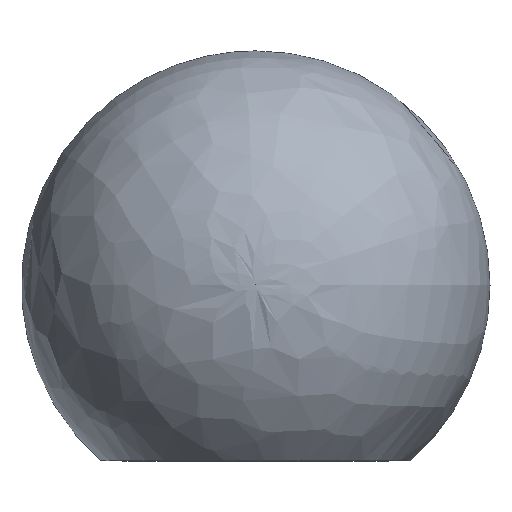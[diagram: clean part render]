
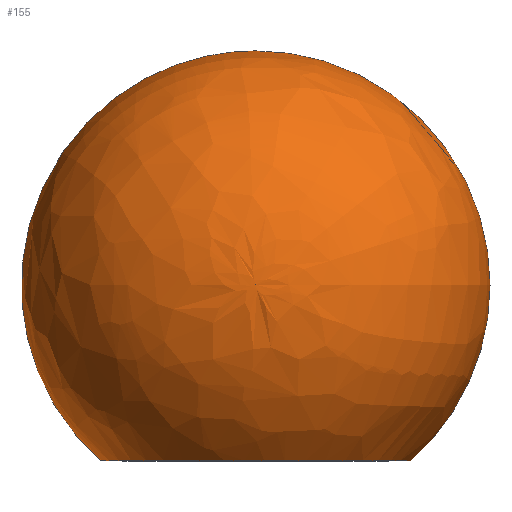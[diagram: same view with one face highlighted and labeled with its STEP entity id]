
A CAD part, top view. The second image highlights one B-rep face of the part: STEP entity #155.
In plain terms, the highlighted free-form (B-spline) face has degree [2, 2] with [7, 3] control points.
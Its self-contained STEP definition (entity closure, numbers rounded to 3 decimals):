
#70 = VERTEX_POINT('',#71);
#71 = CARTESIAN_POINT('',(8.286,-9.396,0.));
#72 = VERTEX_POINT('',#73);
#73 = CARTESIAN_POINT('',(-8.286,-9.396,
    0.));
#81 = EDGE_CURVE('',#72,#82,#84,.T.);
#82 = VERTEX_POINT('',#83);
#83 = CARTESIAN_POINT('',(0.,12.528,0.));
#84 = ( BOUNDED_CURVE() B_SPLINE_CURVE(2,(#85,#86,#87),.UNSPECIFIED.,.F.
,.F.) B_SPLINE_CURVE_WITH_KNOTS((3,3),(5.435,7.854),
.PIECEWISE_BEZIER_KNOTS.) CURVE() GEOMETRIC_REPRESENTATION_ITEM() 
RATIONAL_B_SPLINE_CURVE((1.,0.354,1.)) REPRESENTATION_ITEM('') 
  );
#85 = CARTESIAN_POINT('',(-8.286,-9.396,
    0.));
#86 = CARTESIAN_POINT('',(-33.145,12.528,
    0.));
#87 = CARTESIAN_POINT('',(0.,12.528,
    0.));
#89 = EDGE_CURVE('',#90,#82,#92,.T.);
#90 = VERTEX_POINT('',#91);
#91 = CARTESIAN_POINT('',(12.528,0.,0.));
#92 = ( BOUNDED_CURVE() B_SPLINE_CURVE(2,(#93,#94,#95),.UNSPECIFIED.,.F.
,.F.) B_SPLINE_CURVE_WITH_KNOTS((3,3),(0.,1.571
),.PIECEWISE_BEZIER_KNOTS.) CURVE() GEOMETRIC_REPRESENTATION_ITEM() 
RATIONAL_B_SPLINE_CURVE((1.,0.707,1.)) REPRESENTATION_ITEM('') 
  );
#93 = CARTESIAN_POINT('',(12.528,0.,0.));
#94 = CARTESIAN_POINT('',(12.528,12.528,0.));
#95 = CARTESIAN_POINT('',(0.,12.528,0.));
#111 = EDGE_CURVE('',#70,#90,#112,.T.);
#112 = ( BOUNDED_CURVE() B_SPLINE_CURVE(2,(#113,#114,#115),
.UNSPECIFIED.,.F.,.F.) B_SPLINE_CURVE_WITH_KNOTS((3,3),(5.435,
6.283),.PIECEWISE_BEZIER_KNOTS.) CURVE() 
GEOMETRIC_REPRESENTATION_ITEM() RATIONAL_B_SPLINE_CURVE((1.,
0.911,1.)) REPRESENTATION_ITEM('') );
#113 = CARTESIAN_POINT('',(8.286,-9.396,0.));
#114 = CARTESIAN_POINT('',(12.528,-5.655,0.));
#115 = CARTESIAN_POINT('',(12.528,0.,0.));
#155 = ADVANCED_FACE('',(#156),#183,.T.);
#156 = FACE_BOUND('',#157,.T.);
#157 = EDGE_LOOP('',(#158,#159,#167,#168,#181,#182));
#158 = ORIENTED_EDGE('',*,*,#81,.F.);
#159 = ORIENTED_EDGE('',*,*,#160,.T.);
#160 = EDGE_CURVE('',#72,#70,#161,.T.);
#161 = ( BOUNDED_CURVE() B_SPLINE_CURVE(2,(#162,#163,#164,#165,#166),
.UNSPECIFIED.,.F.,.F.) B_SPLINE_CURVE_WITH_KNOTS((3,2,3),(0.,
1.571,3.142),.PIECEWISE_BEZIER_KNOTS.) CURVE() 
GEOMETRIC_REPRESENTATION_ITEM() RATIONAL_B_SPLINE_CURVE((1.,
0.707,1.,0.707,1.)) REPRESENTATION_ITEM('') );
#162 = CARTESIAN_POINT('',(-8.286,-9.396,0.));
#163 = CARTESIAN_POINT('',(-8.286,-9.396,
    8.286));
#164 = CARTESIAN_POINT('',(0.,-9.396,
    8.286));
#165 = CARTESIAN_POINT('',(8.286,-9.396,8.286
    ));
#166 = CARTESIAN_POINT('',(8.286,-9.396,
    0.));
#167 = ORIENTED_EDGE('',*,*,#111,.T.);
#168 = ORIENTED_EDGE('',*,*,#169,.F.);
#169 = EDGE_CURVE('',#170,#90,#172,.T.);
#170 = VERTEX_POINT('',#171);
#171 = CARTESIAN_POINT('',(0.,0.,
    12.528));
#172 = B_SPLINE_CURVE_WITH_KNOTS('',7,(#173,#174,#175,#176,#177,#178,
    #179,#180),.UNSPECIFIED.,.F.,.F.,(8,8),(-1.571,0.),
  .PIECEWISE_BEZIER_KNOTS.);
#173 = CARTESIAN_POINT('',(0.,0.,12.528));
#174 = CARTESIAN_POINT('',(2.811,0.,
    12.528));
#175 = CARTESIAN_POINT('',(5.622,0.,
    11.792));
#176 = CARTESIAN_POINT('',(8.202,0.,
    10.32));
#177 = CARTESIAN_POINT('',(10.32,0.,
    8.202));
#178 = CARTESIAN_POINT('',(11.792,0.,
    5.622));
#179 = CARTESIAN_POINT('',(12.528,0.,
    2.811));
#180 = CARTESIAN_POINT('',(12.528,0.,0.));
#181 = ORIENTED_EDGE('',*,*,#169,.T.);
#182 = ORIENTED_EDGE('',*,*,#89,.T.);
#183 = ( BOUNDED_SURFACE() B_SPLINE_SURFACE(2,2,(
    (#184,#185,#186)
    ,(#187,#188,#189)
    ,(#190,#191,#192)
    ,(#193,#194,#195)
    ,(#196,#197,#198)
    ,(#199,#200,#201)
    ,(#202,#203,#204
)),.UNSPECIFIED.,.T.,.F.,.F.) B_SPLINE_SURFACE_WITH_KNOTS((1,2,2,2,2,1),
  (3,3),(-2.094,0.,2.094,4.189,6.283,
    8.378),(-1.571,0.),.UNSPECIFIED.) 
GEOMETRIC_REPRESENTATION_ITEM() RATIONAL_B_SPLINE_SURFACE((
    (1.,0.707,1.)
    ,(0.5,0.354,0.5)
    ,(1.,0.707,1.)
    ,(0.5,0.354,0.5)
    ,(1.,0.707,1.)
    ,(0.5,0.354,0.5)
,(1.,0.707,1.))) REPRESENTATION_ITEM('') SURFACE() );
#184 = CARTESIAN_POINT('',(0.,0.,
    12.528));
#185 = CARTESIAN_POINT('',(12.528,0.,
    12.528));
#186 = CARTESIAN_POINT('',(12.528,0.,0.));
#187 = CARTESIAN_POINT('',(0.,0.,
    12.528));
#188 = CARTESIAN_POINT('',(12.528,-21.698,
    12.528));
#189 = CARTESIAN_POINT('',(12.528,-21.698,0.));
#190 = CARTESIAN_POINT('',(0.,0.,
    12.528));
#191 = CARTESIAN_POINT('',(-6.264,-10.849,
    12.528));
#192 = CARTESIAN_POINT('',(-6.264,-10.849,0.));
#193 = CARTESIAN_POINT('',(0.,0.,
    12.528));
#194 = CARTESIAN_POINT('',(-25.055,0.,
    12.528));
#195 = CARTESIAN_POINT('',(-25.055,0.,0.));
#196 = CARTESIAN_POINT('',(0.,0.,
    12.528));
#197 = CARTESIAN_POINT('',(-6.264,10.849,
    12.528));
#198 = CARTESIAN_POINT('',(-6.264,10.849,0.));
#199 = CARTESIAN_POINT('',(0.,0.,
    12.528));
#200 = CARTESIAN_POINT('',(12.528,21.698,
    12.528));
#201 = CARTESIAN_POINT('',(12.528,21.698,0.));
#202 = CARTESIAN_POINT('',(0.,0.,
    12.528));
#203 = CARTESIAN_POINT('',(12.528,0.,
    12.528));
#204 = CARTESIAN_POINT('',(12.528,0.,0.));
